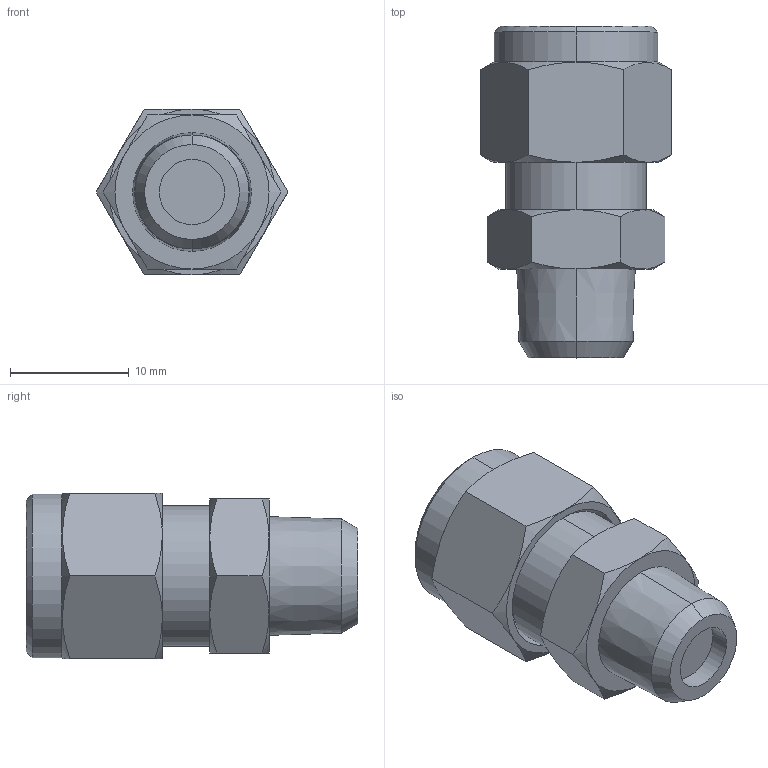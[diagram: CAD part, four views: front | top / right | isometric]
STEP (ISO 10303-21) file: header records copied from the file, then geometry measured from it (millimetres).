
FILE_DESCRIPTION (( 'STEP AP214' ), '1' );
FILE_NAME ('SRK.PC08-01.STEP', '2018-09-03T13:57:25', ( '' ), ( '' ), 'SwSTEP 2.0', 'SolidWorks 2018', '' );
FILE_SCHEMA (( 'AUTOMOTIVE_DESIGN' ));
Length unit declared in the file: millimetre
Products named in the file (1): SRK.PC08-01
Bounding box: 16.17 x 28 x 14 mm (x, y, z)
Volume: 3482 mm3; surface area: 1568 mm2
Topology: 1 solids, 1 shells, 58 faces, 124 edges, 73 vertices
Faces by surface type: cone 31, plane 19, cylinder 8
Entity records: 1685 total; most frequent: CARTESIAN_POINT 452, ORIENTED_EDGE 248, DIRECTION 245, EDGE_CURVE 124, AXIS2_PLACEMENT_3D 106, VERTEX_POINT 73, EDGE_LOOP 63, FACE_OUTER_BOUND 58
